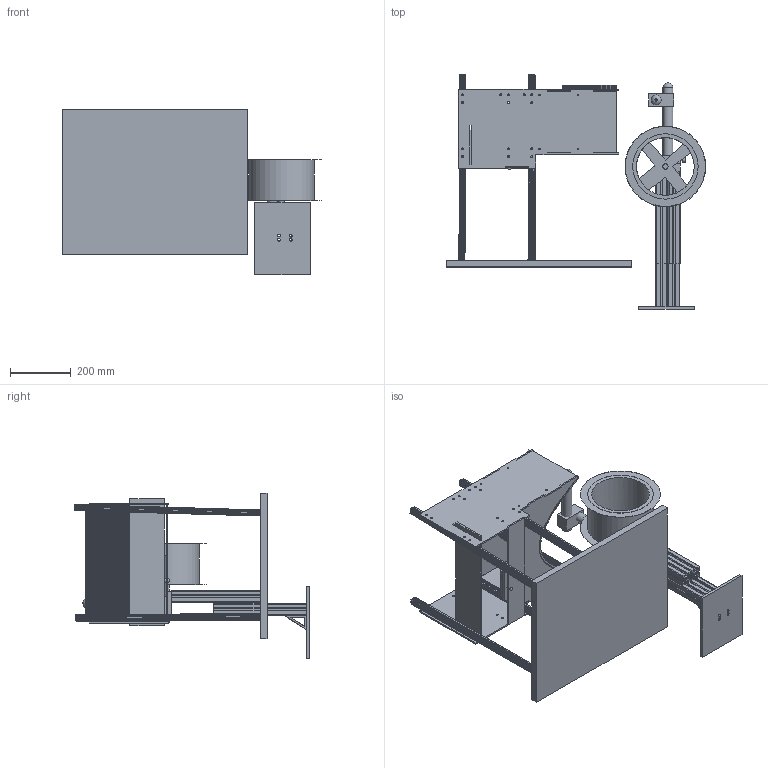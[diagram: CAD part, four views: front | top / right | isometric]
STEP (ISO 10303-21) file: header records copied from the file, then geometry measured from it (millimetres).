
FILE_DESCRIPTION(/* description */ (''),/* implementation_level */ '2;1');
FILE_NAME(/* name */ 'Screen and Wheel Assemblies.step',/* time_stamp */ '2022-09-19T20:32:38-04:00',/* author */ (''),/* organization */ (''),/* preprocessor_version */ 'ST-DEVELOPER v19',/* originating_system */ 'Autodesk Translation Framework v11.7.0.108',/* authorisation */ '');
FILE_SCHEMA (('AUTOMOTIVE_DESIGN { 1 0 10303 214 3 1 1 }'));
Products named in the file (8): v1 v9; Component1; Component2; Component3; Component4; Component5; 5537T709_T-Slotted Framing; 5537T104_T-Slotted Framing
Assembly tree (7 placements, depth 2):
  v1 v9
    Component1
    Component2
    Component3
    Component4
    Component5
    5537T709_T-Slotted Framing
    5537T104_T-Slotted Framing
Bounding box: 854.37 x 772.86 x 544.77 mm (x, y, z)
Volume: 13142418.5 mm3; surface area: 3260489.3 mm2
Topology: 23 solids, 23 shells, 1808 faces, 5232 edges, 3482 vertices
Faces by surface type: plane 1334, cylinder 325, bspline 149
Full cylindrical faces by diameter (mm): 4.3 x4, 6.807 x4, 8.011 x1, 9 x8, 10 x1, 11.108 x1, 11.568 x1, 11.612 x1, 12 x2, 17.517 x1, 17.885 x1, 32.949 x2, 189.928 x1, 215.573 x3, 263.658 x1, 265.728 x1
Entity records: 61311 total; most frequent: CARTESIAN_POINT 13561, ORIENTED_EDGE 10464, DIRECTION 8963, EDGE_CURVE 5232, LINE 4265, VECTOR 4265, VERTEX_POINT 3482, AXIS2_PLACEMENT_3D 2349
